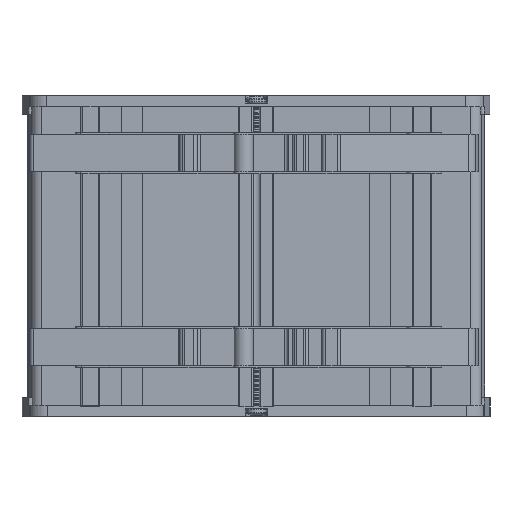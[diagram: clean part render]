
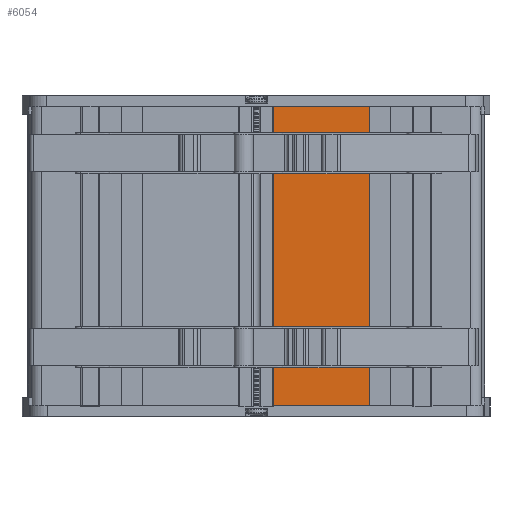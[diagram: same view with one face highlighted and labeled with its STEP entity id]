
A CAD part, top view. The second image highlights one B-rep face of the part: STEP entity #6054.
In plain terms, the highlighted face is planar.
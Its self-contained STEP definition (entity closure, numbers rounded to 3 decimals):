
#697=DIRECTION('',(-1.,0.,0.));
#698=VECTOR('',#697,27.2);
#699=CARTESIAN_POINT('',(33.907,9.1,39.25));
#700=LINE('',#699,#698);
#2456=DIRECTION('',(0.,0.,-1.));
#2457=VECTOR('',#2456,80.5);
#2458=CARTESIAN_POINT('',(6.707,9.1,39.25));
#2459=LINE('',#2458,#2457);
#2460=DIRECTION('',(0.,0.,-1.));
#2461=VECTOR('',#2460,80.5);
#2462=CARTESIAN_POINT('',(33.907,9.1,39.25));
#2463=LINE('',#2462,#2461);
#2464=DIRECTION('',(-1.,0.,0.));
#2465=VECTOR('',#2464,27.2);
#2466=CARTESIAN_POINT('',(33.907,9.1,-41.25));
#2467=LINE('',#2466,#2465);
#3120=CARTESIAN_POINT('',(33.907,9.1,39.25));
#3121=VERTEX_POINT('',#3120);
#3122=CARTESIAN_POINT('',(6.707,9.1,39.25));
#3123=VERTEX_POINT('',#3122);
#3554=CARTESIAN_POINT('',(6.707,9.1,-41.25));
#3555=VERTEX_POINT('',#3554);
#3556=CARTESIAN_POINT('',(33.907,9.1,-41.25));
#3557=VERTEX_POINT('',#3556);
#6042=CARTESIAN_POINT('',(46.857,9.1,-14.55));
#6043=DIRECTION('',(0.,-1.,0.));
#6044=DIRECTION('',(-1.,0.,0.));
#6045=AXIS2_PLACEMENT_3D('',#6042,#6043,#6044);
#6046=PLANE('',#6045);
#6047=ORIENTED_EDGE('',*,*,#6036,.F.);
#6048=ORIENTED_EDGE('',*,*,#4014,.F.);
#6050=ORIENTED_EDGE('',*,*,#6049,.T.);
#6051=ORIENTED_EDGE('',*,*,#4702,.T.);
#6052=EDGE_LOOP('',(#6047,#6048,#6050,#6051));
#6053=FACE_OUTER_BOUND('',#6052,.F.);
#6054=ADVANCED_FACE('',(#6053),#6046,.T.);
#4014=EDGE_CURVE('',#3121,#3123,#700,.T.);
#4702=EDGE_CURVE('',#3557,#3555,#2467,.T.);
#6036=EDGE_CURVE('',#3123,#3555,#2459,.T.);
#6049=EDGE_CURVE('',#3121,#3557,#2463,.T.);
